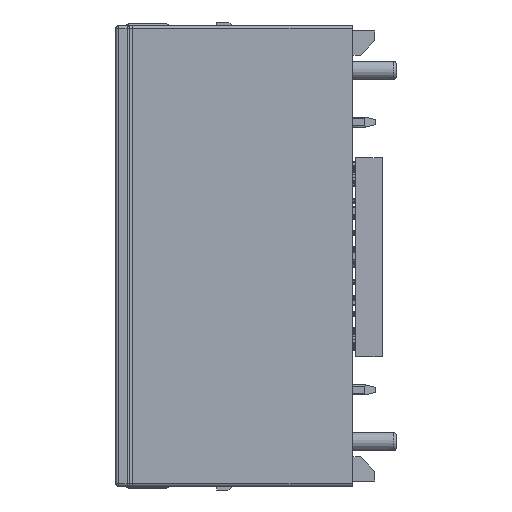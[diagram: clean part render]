
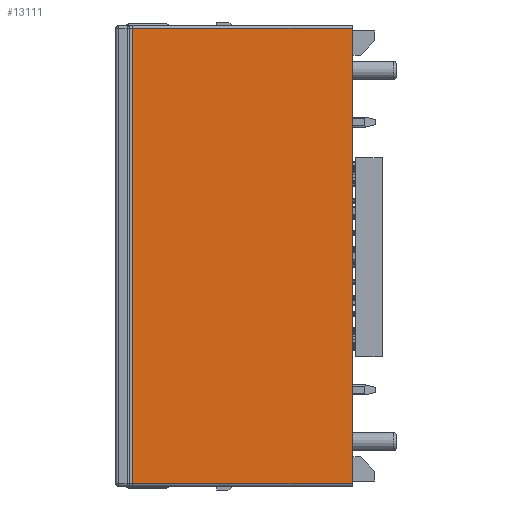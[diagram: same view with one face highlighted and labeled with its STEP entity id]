
A CAD part, front view. The second image highlights one B-rep face of the part: STEP entity #13111.
In plain terms, the highlighted planar face has unit normal (0, -1, 0).
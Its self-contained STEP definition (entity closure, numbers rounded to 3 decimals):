
#159=DIRECTION('',(0.,0.,-1.));
#160=VECTOR('',#159,35.7);
#161=CARTESIAN_POINT('',(-32.7,-9.7,43.6));
#162=LINE('',#161,#160);
#167=DIRECTION('',(0.,0.,-1.));
#168=VECTOR('',#167,35.7);
#169=CARTESIAN_POINT('',(-15.45,-9.7,43.6));
#170=LINE('',#169,#168);
#175=DIRECTION('',(1.,0.,0.));
#176=VECTOR('',#175,17.25);
#177=CARTESIAN_POINT('',(-32.7,-9.7,7.9));
#178=LINE('',#177,#176);
#9507=DIRECTION('',(-1.,0.,0.));
#9508=VECTOR('',#9507,17.25);
#9509=CARTESIAN_POINT('',(-15.45,-9.7,43.6));
#9510=LINE('',#9509,#9508);
#9971=CARTESIAN_POINT('',(-32.7,-9.7,43.6));
#9972=CARTESIAN_POINT('',(-32.7,-9.7,7.9));
#9973=VERTEX_POINT('',#9971);
#9974=VERTEX_POINT('',#9972);
#9975=CARTESIAN_POINT('',(-15.45,-9.7,7.9));
#9976=VERTEX_POINT('',#9975);
#9977=CARTESIAN_POINT('',(-15.45,-9.7,43.6));
#9978=VERTEX_POINT('',#9977);
#13097=CARTESIAN_POINT('',(-34.,-9.7,7.7));
#13098=DIRECTION('',(0.,-1.,0.));
#13099=DIRECTION('',(0.,0.,1.));
#13100=AXIS2_PLACEMENT_3D('',#13097,#13098,#13099);
#13101=PLANE('',#13100);
#13103=ORIENTED_EDGE('',*,*,#13102,.F.);
#13104=ORIENTED_EDGE('',*,*,#13087,.F.);
#13106=ORIENTED_EDGE('',*,*,#13105,.F.);
#13108=ORIENTED_EDGE('',*,*,#13107,.T.);
#13109=EDGE_LOOP('',(#13103,#13104,#13106,#13108));
#13110=FACE_OUTER_BOUND('',#13109,.F.);
#13111=ADVANCED_FACE('',(#13110),#13101,.T.);
#13087=EDGE_CURVE('',#9973,#9974,#162,.T.);
#13102=EDGE_CURVE('',#9974,#9976,#178,.T.);
#13105=EDGE_CURVE('',#9978,#9973,#9510,.T.);
#13107=EDGE_CURVE('',#9978,#9976,#170,.T.);
